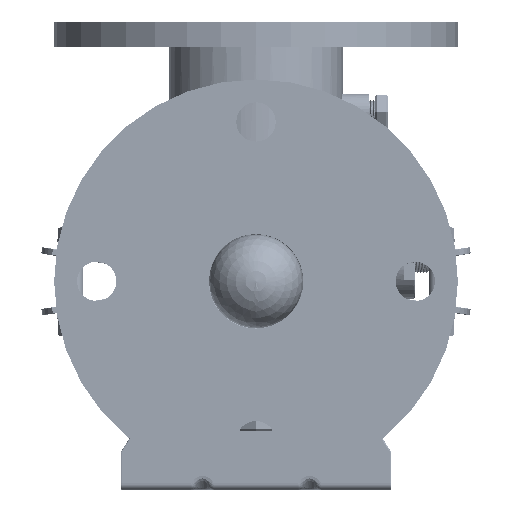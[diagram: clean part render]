
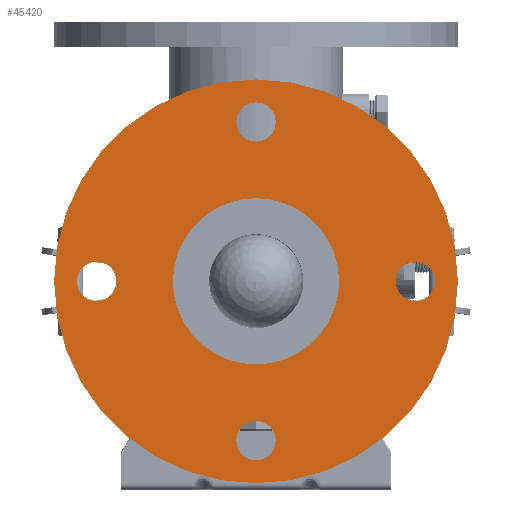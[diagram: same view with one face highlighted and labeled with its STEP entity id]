
A CAD part, left-side view. The second image highlights one B-rep face of the part: STEP entity #45420.
In plain terms, the highlighted planar face has unit normal (-1, 0, 0).
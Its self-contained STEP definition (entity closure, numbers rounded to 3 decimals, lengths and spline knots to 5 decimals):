
#10498=ORIENTED_EDGE('',*,*,#24874,.T.);
#10499=ORIENTED_EDGE('',*,*,#24875,.T.);
#10500=ORIENTED_EDGE('',*,*,#24876,.T.);
#10501=ORIENTED_EDGE('',*,*,#24877,.T.);
#10502=ORIENTED_EDGE('',*,*,#24873,.T.);
#10503=ORIENTED_EDGE('',*,*,#24773,.F.);
#24773=EDGE_CURVE('',#32010,#32010,#36796,.T.);
#24873=EDGE_CURVE('',#32092,#32092,#36823,.T.);
#24874=EDGE_CURVE('',#32093,#32093,#36824,.T.);
#24875=EDGE_CURVE('',#32094,#32094,#36825,.T.);
#24876=EDGE_CURVE('',#32095,#32095,#36826,.T.);
#24877=EDGE_CURVE('',#32096,#32096,#36827,.T.);
#32010=VERTEX_POINT('',#59798);
#32092=VERTEX_POINT('',#65842);
#32093=VERTEX_POINT('',#65845);
#32094=VERTEX_POINT('',#65847);
#32095=VERTEX_POINT('',#65849);
#32096=VERTEX_POINT('',#65851);
#36796=CIRCLE('',#48598,0.0381);
#36823=CIRCLE('',#48648,0.0925);
#36824=CIRCLE('',#48650,0.009);
#36825=CIRCLE('',#48651,0.009);
#36826=CIRCLE('',#48652,0.009);
#36827=CIRCLE('',#48653,0.009);
#37996=EDGE_LOOP('',(#10498));
#37997=EDGE_LOOP('',(#10499));
#37998=EDGE_LOOP('',(#10500));
#37999=EDGE_LOOP('',(#10501));
#38000=EDGE_LOOP('',(#10502));
#38001=EDGE_LOOP('',(#10503));
#41220=FACE_BOUND('',#37996,.T.);
#41221=FACE_BOUND('',#37997,.T.);
#41222=FACE_BOUND('',#37998,.T.);
#41223=FACE_BOUND('',#37999,.T.);
#41224=FACE_BOUND('',#38000,.T.);
#41225=FACE_BOUND('',#38001,.T.);
#44370=PLANE('',#48649);
#45420=ADVANCED_FACE('',(#41220,#41221,#41222,#41223,#41224,#41225),#44370,
 .T.);
#48598=AXIS2_PLACEMENT_3D('',#59797,#51790,#51791);
#48648=AXIS2_PLACEMENT_3D('',#65841,#51890,#51891);
#48649=AXIS2_PLACEMENT_3D('',#65843,#51892,#51893);
#48650=AXIS2_PLACEMENT_3D('',#65844,#51894,#51895);
#48651=AXIS2_PLACEMENT_3D('',#65846,#51896,#51897);
#48652=AXIS2_PLACEMENT_3D('',#65848,#51898,#51899);
#48653=AXIS2_PLACEMENT_3D('',#65850,#51900,#51901);
#51790=DIRECTION('',(-1.,0.,0.));
#51791=DIRECTION('',(0.,0.,1.));
#51890=DIRECTION('',(-1.,0.,0.));
#51891=DIRECTION('',(0.,0.,1.));
#51892=DIRECTION('',(-1.,0.,0.));
#51893=DIRECTION('',(0.,0.,1.));
#51894=DIRECTION('',(1.,0.,0.));
#51895=DIRECTION('',(0.,0.,-1.));
#51896=DIRECTION('',(1.,0.,0.));
#51897=DIRECTION('',(0.,0.,-1.));
#51898=DIRECTION('',(1.,0.,0.));
#51899=DIRECTION('',(0.,0.,-1.));
#51900=DIRECTION('',(1.,0.,0.));
#51901=DIRECTION('',(0.,0.,-1.));
#59797=CARTESIAN_POINT('',(0.,0.,0.));
#59798=CARTESIAN_POINT('',(0.,0.,0.0381));
#65841=CARTESIAN_POINT('',(0.,0.,0.));
#65842=CARTESIAN_POINT('',(0.,0.,0.0925));
#65843=CARTESIAN_POINT('',(0.,0.,0.0653));
#65844=CARTESIAN_POINT('',(0.,0.073,0.));
#65845=CARTESIAN_POINT('',(0.,0.073,-0.009));
#65846=CARTESIAN_POINT('',(0.,0.,-0.073));
#65847=CARTESIAN_POINT('',(0.,0.,-0.082));
#65848=CARTESIAN_POINT('',(0.,-0.073,0.));
#65849=CARTESIAN_POINT('',(0.,-0.073,-0.009));
#65850=CARTESIAN_POINT('',(0.,0.,0.073));
#65851=CARTESIAN_POINT('',(0.,0.,0.064));
